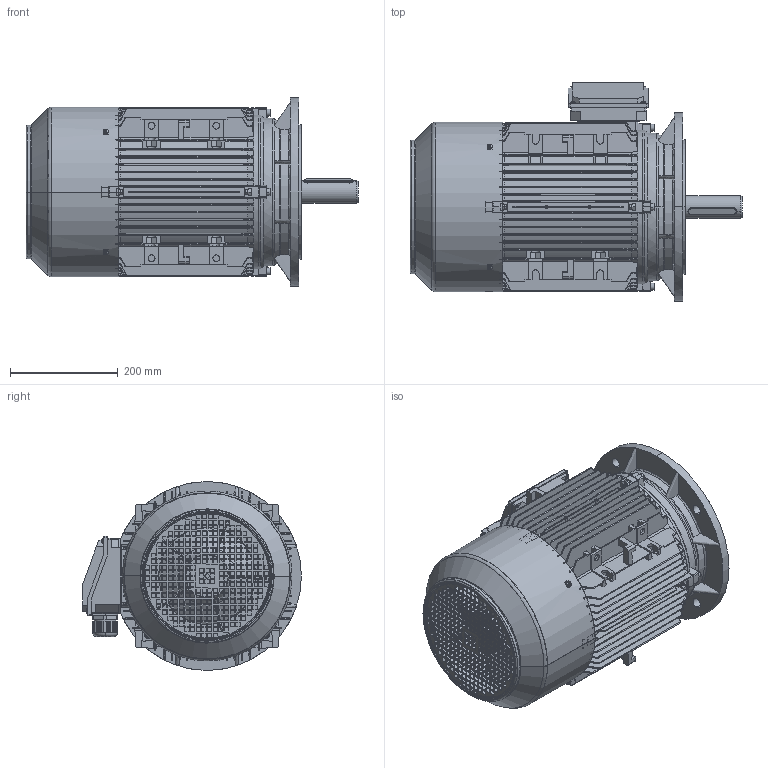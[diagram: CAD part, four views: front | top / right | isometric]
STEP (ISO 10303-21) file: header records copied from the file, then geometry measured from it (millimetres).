
FILE_DESCRIPTION (( 'STEP AP203' ), '1' );
FILE_NAME ('T160M B5蚾饜芞.STEP', '2015-04-09T02:10:27', ( 'USER' ), ( 'MS' ), 'SwSTEP 2.0', 'SolidWorks 2008', '' );
FILE_SCHEMA (( 'CONFIG_CONTROL_DESIGN' ));
Length unit declared in the file: millimetre
Products named in the file (14): Cross recessed thread forming screws GB_GB_CROSS_SCREWS_TYPE138 M5X12-N; TA160风罩_默认; 160-2风叶_默认; Plain parallel keys_GB_CONNECTING_PIECE_KEYS_CSK 12X90; T160M B5蚾饜芞; T160M机壳_默认; TA160后盖1_默认; TA160斜接线盒座_默认; TA160斜接线盒盖_默认; T160M转轴_默认; Hexagon socket head cap screws GB_GB_FASTENER_SCREWS_HSHCS M8X40-N; Hexagon nuts grade C GB_GB_FASTENER_NUT_SNC1 M8-N; 180出线螺杆_默认; TA160B5法兰1_默认
Assembly tree (35 placements, depth 2):
  T160M B5蚾饜芞
    Cross recessed thread forming screws GB_GB_CROSS_SCREWS_TYPE138 M5X12-N  x8
    TA160风罩_默认
    Hexagon socket head cap screws GB_GB_FASTENER_SCREWS_HSHCS M8X40-N  x8
    Hexagon nuts grade C GB_GB_FASTENER_NUT_SNC1 M8-N  x8
    180出线螺杆_默认  x2
    TA160后盖1_默认
    T160M机壳_默认
    Plain parallel keys_GB_CONNECTING_PIECE_KEYS_CSK 12X90
    160-2风叶_默认
    T160M转轴_默认
    TA160斜接线盒盖_默认
    TA160斜接线盒座_默认
    TA160B5法兰1_默认
Bounding box: 616 x 406 x 350 mm (x, y, z)
Volume: 6201271.6 mm3; surface area: 2668688.6 mm2
Topology: 35 solids, 35 shells, 5822 faces, 15785 edges, 9953 vertices
Faces by surface type: plane 3094, cylinder 1297, bspline 806, cone 373, torus 199, sphere 53
Entity records: 195913 total; most frequent: CARTESIAN_POINT 68794, ORIENTED_EDGE 28222, DIRECTION 22895, EDGE_CURVE 14111, VERTEX_POINT 9001, LINE 8353, VECTOR 8353, AXIS2_PLACEMENT_3D 7271
